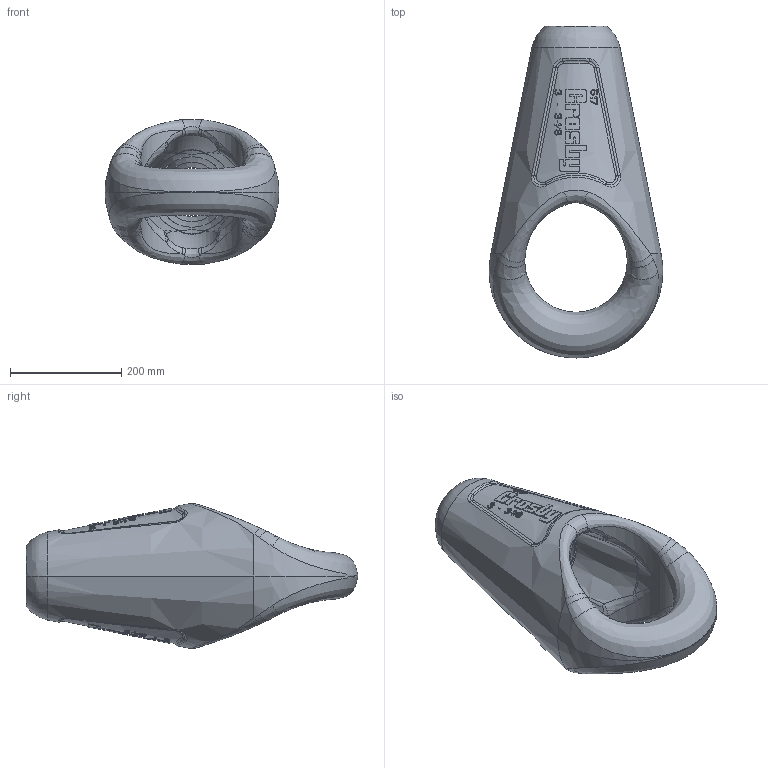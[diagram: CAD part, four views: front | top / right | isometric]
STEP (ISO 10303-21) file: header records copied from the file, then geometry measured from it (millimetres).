
FILE_DESCRIPTION((''),'2;1');
FILE_NAME('CROSBY_517_3_00-3_12_1005084','2010-05-18T',('Alan Doughty'),('The Crosby Group, Inc.'),'PRO/ENGINEER BY PARAMETRIC TECHNOLOGY CORPORATION, 2009300','PRO/ENGINEER BY PARAMETRIC TECHNOLOGY CORPORATION, 2009300','');
FILE_SCHEMA(('CONFIG_CONTROL_DESIGN'));
Length unit declared in the file: inch
Products named in the file (1): CROSBY_517_3_00-3_12_1005084
Bounding box: 312.46 x 596.9 x 260.73 mm (x, y, z)
Volume: 11161213.2 mm3; surface area: 593881.8 mm2
Topology: 1 solids, 1 shells, 845 faces, 2344 edges, 1541 vertices
Faces by surface type: plane 616, bspline 84, extrusion 72, cone 50, torus 14, cylinder 7, sphere 2
Entity records: 33061 total; most frequent: CARTESIAN_POINT 13997, ORIENTED_EDGE 4684, DIRECTION 2846, EDGE_CURVE 2342, VERTEX_POINT 1541, B_SPLINE_CURVE_WITH_KNOTS 1374, AXIS2_PLACEMENT_3D 1045, EDGE_LOOP 891
